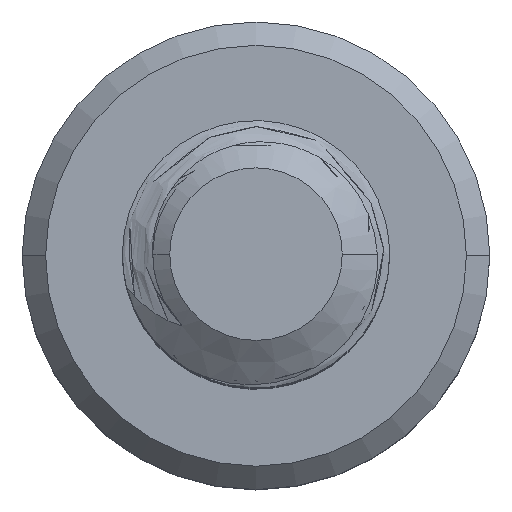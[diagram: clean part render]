
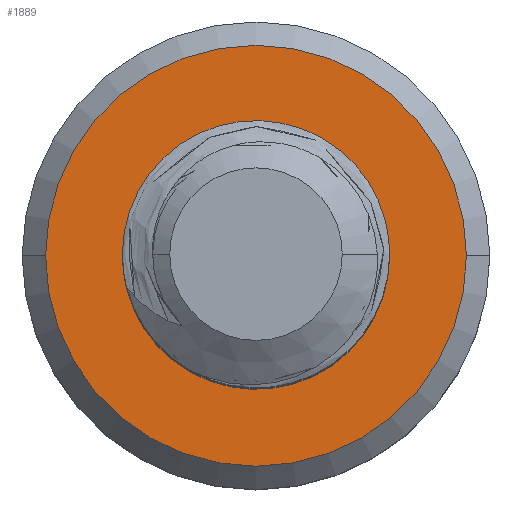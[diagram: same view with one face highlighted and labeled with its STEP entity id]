
A CAD part, top view. The second image highlights one B-rep face of the part: STEP entity #1889.
In plain terms, the highlighted planar face has unit normal (0, 0, 1).
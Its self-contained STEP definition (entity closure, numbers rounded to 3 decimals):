
#161 = AXIS2_PLACEMENT_3D ( 'NONE', #4640, #4735, #499 ) ;
#193 = CARTESIAN_POINT ( 'NONE',  ( 0.347, 1.945, -14. ) ) ;
#251 = CARTESIAN_POINT ( 'NONE',  ( -1.515, 1.291, -14. ) ) ;
#285 = EDGE_CURVE ( 'NONE', #2032, #4309, #2637, .T. ) ;
#291 = CARTESIAN_POINT ( 'NONE',  ( -0.861, -1.42, -14. ) ) ;
#307 = CARTESIAN_POINT ( 'NONE',  ( -0.351, -1.557, -14. ) ) ;
#344 = DIRECTION ( 'NONE',  ( 0., 0., 1. ) ) ;
#499 = DIRECTION ( 'NONE',  ( -1., 0., 0. ) ) ;
#535 = ORIENTED_EDGE ( 'NONE', *, *, #1025, .F. ) ;
#581 = DIRECTION ( 'NONE',  ( 1., 0., 0. ) ) ;
#620 = CARTESIAN_POINT ( 'NONE',  ( 1.342, -0.866, -14. ) ) ;
#636 = ORIENTED_EDGE ( 'NONE', *, *, #285, .T. ) ;
#637 = CARTESIAN_POINT ( 'NONE',  ( 1.715, 0.109, -14. ) ) ;
#651 = CARTESIAN_POINT ( 'NONE',  ( 0.831, 1.733, -14. ) ) ;
#674 = CARTESIAN_POINT ( 'NONE',  ( -1.771, -0.39, -14. ) ) ;
#776 = EDGE_CURVE ( 'NONE', #2790, #4888, #3740, .T. ) ;
#882 = CARTESIAN_POINT ( 'NONE',  ( 0., 0., -14. ) ) ;
#1025 = EDGE_CURVE ( 'NONE', #3238, #4888, #3532, .T. ) ;
#1068 = CARTESIAN_POINT ( 'NONE',  ( 1.238, 1.397, -14. ) ) ;
#1092 = CARTESIAN_POINT ( 'NONE',  ( 1.112, 1.523, -14. ) ) ;
#1259 = CARTESIAN_POINT ( 'NONE',  ( 0., -1.545, -14. ) ) ;
#1304 = CIRCLE ( 'NONE', #4720, 1.545 ) ;
#1320 = DIRECTION ( 'NONE',  ( 1., 0., 0. ) ) ;
#1395 = DIRECTION ( 'NONE',  ( 0., 0., -1. ) ) ;
#1439 = FACE_OUTER_BOUND ( 'NONE', #1441, .T. ) ;
#1441 = EDGE_LOOP ( 'NONE', ( #4462, #636 ) ) ;
#1595 = CARTESIAN_POINT ( 'NONE',  ( -1.82, -0.219, -14. ) ) ;
#1602 = DIRECTION ( 'NONE',  ( 0., 0., 1. ) ) ;
#1678 = AXIS2_PLACEMENT_3D ( 'NONE', #882, #4717, #1320 ) ;
#1698 = ORIENTED_EDGE ( 'NONE', *, *, #2110, .T. ) ;
#1859 = CARTESIAN_POINT ( 'NONE',  ( 0., 0., -14. ) ) ;
#1889 = ADVANCED_FACE ( 'NONE', ( #1439, #3941 ), #4198, .F. ) ;
#1989 = CARTESIAN_POINT ( 'NONE',  ( -0.697, -1.483, -14. ) ) ;
#2023 = CARTESIAN_POINT ( 'NONE',  ( -1.759, 0.825, -14. ) ) ;
#2032 = VERTEX_POINT ( 'NONE', #5252 ) ;
#2040 = CARTESIAN_POINT ( 'NONE',  ( -1.811, 0.653, -14. ) ) ;
#2110 = EDGE_CURVE ( 'NONE', #3238, #2892, #2313, .T. ) ;
#2313 = B_SPLINE_CURVE_WITH_KNOTS ( 'NONE', 3,
 ( #4756, #5190, #193, #2764, #651, #1092, #1068, #4866, #4416, #3582, #3179, #637, #3163, #4473, #4457, #620, #3601, #4880 ),
 .UNSPECIFIED., .F., .F.,
 ( 4, 2, 2, 2, 2, 2, 2, 2, 4 ),
 ( 0., 0.001, 0.001, 0.002, 0.002, 0.003, 0.003, 0.004, 0.004 ),
 .UNSPECIFIED. ) ;
#2384 = CARTESIAN_POINT ( 'NONE',  ( 0., 2., -14. ) ) ;
#2394 = CARTESIAN_POINT ( 'NONE',  ( -1.401, 1.427, -14. ) ) ;
#2450 = CARTESIAN_POINT ( 'NONE',  ( -1.627, -0.711, -14. ) ) ;
#2475 = CARTESIAN_POINT ( 'NONE',  ( 0., -1.545, -14. ) ) ;
#2496 = EDGE_LOOP ( 'NONE', ( #535, #1698, #3583, #4456 ) ) ;
#2637 = CIRCLE ( 'NONE', #4026, 3.15 ) ;
#2658 = CIRCLE ( 'NONE', #4360, 3.15 ) ;
#2678 = EDGE_CURVE ( 'NONE', #4309, #2032, #2658, .T. ) ;
#2764 = CARTESIAN_POINT ( 'NONE',  ( 0.677, 1.819, -14. ) ) ;
#2790 = VERTEX_POINT ( 'NONE', #1259 ) ;
#2843 = CARTESIAN_POINT ( 'NONE',  ( -1.61, 1.142, -14. ) ) ;
#2868 = CARTESIAN_POINT ( 'NONE',  ( -1.401, 1.427, -14. ) ) ;
#2892 = VERTEX_POINT ( 'NONE', #3058 ) ;
#3037 = CARTESIAN_POINT ( 'NONE',  ( -3.15, 0., -14. ) ) ;
#3058 = CARTESIAN_POINT ( 'NONE',  ( 1.083, -1.103, -14. ) ) ;
#3139 = EDGE_CURVE ( 'NONE', #2892, #2790, #1304, .T. ) ;
#3163 = CARTESIAN_POINT ( 'NONE',  ( 1.697, -0.067, -14. ) ) ;
#3179 = CARTESIAN_POINT ( 'NONE',  ( 1.698, 0.46, -14. ) ) ;
#3235 = CARTESIAN_POINT ( 'NONE',  ( -0.176, -1.565, -14. ) ) ;
#3238 = VERTEX_POINT ( 'NONE', #2384 ) ;
#3256 = CARTESIAN_POINT ( 'NONE',  ( 0., 0., -14. ) ) ;
#3532 = CIRCLE ( 'NONE', #1678, 2. ) ;
#3582 = CARTESIAN_POINT ( 'NONE',  ( 1.661, 0.635, -14. ) ) ;
#3583 = ORIENTED_EDGE ( 'NONE', *, *, #3139, .T. ) ;
#3601 = CARTESIAN_POINT ( 'NONE',  ( 1.224, -0.995, -14. ) ) ;
#3673 = CARTESIAN_POINT ( 'NONE',  ( -1.866, 0.129, -14. ) ) ;
#3693 = CARTESIAN_POINT ( 'NONE',  ( -1.533, -0.862, -14. ) ) ;
#3740 = B_SPLINE_CURVE_WITH_KNOTS ( 'NONE', 3,
 ( #2475, #3235, #307, #1989, #291, #4944, #4530, #3693, #2450, #674, #1595, #3673, #4597, #2040, #2023, #2843, #251, #2394 ),
 .UNSPECIFIED., .F., .F.,
 ( 4, 2, 2, 2, 2, 2, 2, 2, 4 ),
 ( 0., 0.001, 0.001, 0.002, 0.002, 0.003, 0.003, 0.004, 0.004 ),
 .UNSPECIFIED. ) ;
#3941 = FACE_BOUND ( 'NONE', #2496, .T. ) ;
#3998 = DIRECTION ( 'NONE',  ( -1., 0., 0. ) ) ;
#4026 = AXIS2_PLACEMENT_3D ( 'NONE', #3256, #1602, #4500 ) ;
#4198 = PLANE ( 'NONE',  #161 ) ;
#4309 = VERTEX_POINT ( 'NONE', #3037 ) ;
#4360 = AXIS2_PLACEMENT_3D ( 'NONE', #4571, #344, #3998 ) ;
#4416 = CARTESIAN_POINT ( 'NONE',  ( 1.537, 0.961, -14. ) ) ;
#4456 = ORIENTED_EDGE ( 'NONE', *, *, #776, .T. ) ;
#4457 = CARTESIAN_POINT ( 'NONE',  ( 1.534, -0.568, -14. ) ) ;
#4462 = ORIENTED_EDGE ( 'NONE', *, *, #2678, .T. ) ;
#4473 = CARTESIAN_POINT ( 'NONE',  ( 1.606, -0.408, -14. ) ) ;
#4500 = DIRECTION ( 'NONE',  ( -1., 0., 0. ) ) ;
#4530 = CARTESIAN_POINT ( 'NONE',  ( -1.301, -1.128, -14. ) ) ;
#4571 = CARTESIAN_POINT ( 'NONE',  ( 0., 0., -14. ) ) ;
#4597 = CARTESIAN_POINT ( 'NONE',  ( -1.864, 0.307, -14. ) ) ;
#4640 = CARTESIAN_POINT ( 'NONE',  ( 0., 0., -14. ) ) ;
#4717 = DIRECTION ( 'NONE',  ( 0., 0., 1. ) ) ;
#4720 = AXIS2_PLACEMENT_3D ( 'NONE', #1859, #1395, #581 ) ;
#4735 = DIRECTION ( 'NONE',  ( 0., 0., -1. ) ) ;
#4756 = CARTESIAN_POINT ( 'NONE',  ( 0., 2., -14. ) ) ;
#4866 = CARTESIAN_POINT ( 'NONE',  ( 1.449, 1.118, -14. ) ) ;
#4880 = CARTESIAN_POINT ( 'NONE',  ( 1.083, -1.103, -14. ) ) ;
#4888 = VERTEX_POINT ( 'NONE', #2868 ) ;
#4944 = CARTESIAN_POINT ( 'NONE',  ( -1.166, -1.24, -14. ) ) ;
#5190 = CARTESIAN_POINT ( 'NONE',  ( 0.177, 1.985, -14. ) ) ;
#5252 = CARTESIAN_POINT ( 'NONE',  ( 3.15, 0., -14. ) ) ;
